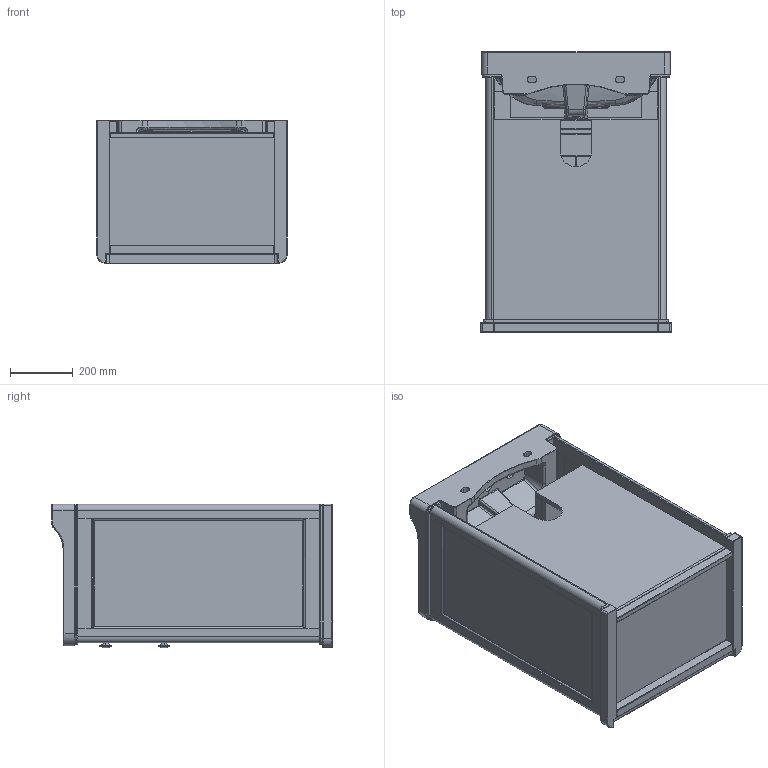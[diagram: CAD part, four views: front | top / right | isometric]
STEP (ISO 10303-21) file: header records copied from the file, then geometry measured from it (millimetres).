
FILE_DESCRIPTION (( 'STEP AP214' ), '1' );
FILE_NAME ('SO060F_STEP_V10321.STEP', '2021-03-30T14:29:47', ( '' ), ( '' ), 'SwSTEP 2.0', 'SolidWorks 2019', '' );
FILE_SCHEMA (( 'AUTOMOTIVE_DESIGN' ));
Length unit declared in the file: millimetre
Products named in the file (7): Sofia Panels_Door SO060F - Right; Sofia Panels_Door SO060F - Left; HDL18 RUSE Knob; Sofia Panels_Panel SO060F ; SO060F_STEP_V10321; SOB60_CAD_V10819; Sofia Carcass_SO060F
Assembly tree (8 placements, depth 2):
  SO060F_STEP_V10321
    Sofia Carcass_SO060F
    Sofia Panels_Panel SO060F 
    Sofia Panels_Door SO060F - Left
    Sofia Panels_Door SO060F - Right
    SOB60_CAD_V10819
    HDL18 RUSE Knob  x3
Bounding box: 605 x 891 x 456 mm (x, y, z)
Volume: 42643736.7 mm3; surface area: 5956817.1 mm2
Topology: 40 solids, 40 shells, 1368 faces, 3229 edges, 1854 vertices
Faces by surface type: cylinder 484, plane 412, bspline 275, sphere 106, torus 85, cone 6
Entity records: 59996 total; most frequent: CARTESIAN_POINT 32096, ORIENTED_EDGE 6054, DIRECTION 5194, EDGE_CURVE 3027, AXIS2_PLACEMENT_3D 1925, VERTEX_POINT 1798, EDGE_LOOP 1353, VECTOR 1344
